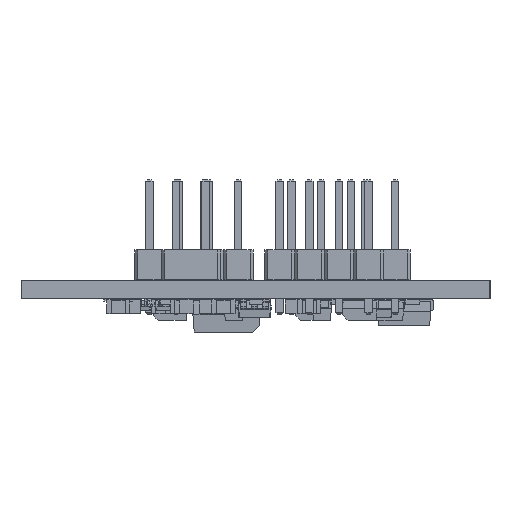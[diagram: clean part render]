
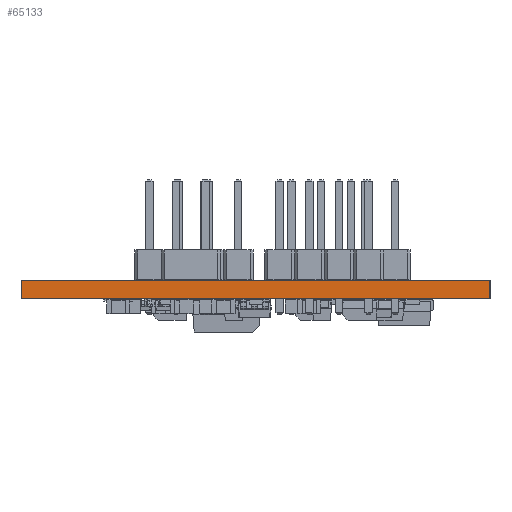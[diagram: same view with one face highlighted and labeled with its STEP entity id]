
A CAD part, left-side view. The second image highlights one B-rep face of the part: STEP entity #65133.
In plain terms, the highlighted planar face has unit normal (-1, 0, 0).
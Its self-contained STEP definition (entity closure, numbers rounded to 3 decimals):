
#64952 = PLANE('',#64953);
#64953 = AXIS2_PLACEMENT_3D('',#64954,#64955,#64956);
#64954 = CARTESIAN_POINT('',(65.786,5.334,0.));
#64955 = DIRECTION('',(0.,-1.,0.));
#64956 = DIRECTION('',(-1.,0.,0.));
#64977 = VERTEX_POINT('',#64978);
#64978 = CARTESIAN_POINT('',(5.334,5.334,1.6));
#64992 = PLANE('',#64993);
#64993 = AXIS2_PLACEMENT_3D('',#64994,#64995,#64996);
#64994 = CARTESIAN_POINT('',(35.56,25.4,1.6));
#64995 = DIRECTION('',(-0.,-0.,-1.));
#64996 = DIRECTION('',(-1.,0.,0.));
#65004 = EDGE_CURVE('',#65005,#64977,#65007,.T.);
#65005 = VERTEX_POINT('',#65006);
#65006 = CARTESIAN_POINT('',(5.334,5.334,0.));
#65007 = SURFACE_CURVE('',#65008,(#65012,#65019),.PCURVE_S1.);
#65008 = LINE('',#65009,#65010);
#65009 = CARTESIAN_POINT('',(5.334,5.334,0.));
#65010 = VECTOR('',#65011,1.);
#65011 = DIRECTION('',(0.,0.,1.));
#65012 = PCURVE('',#64952,#65013);
#65013 = DEFINITIONAL_REPRESENTATION('',(#65014),#65018);
#65014 = LINE('',#65015,#65016);
#65015 = CARTESIAN_POINT('',(60.452,0.));
#65016 = VECTOR('',#65017,1.);
#65017 = DIRECTION('',(0.,-1.));
#65018 = ( GEOMETRIC_REPRESENTATION_CONTEXT(2) 
PARAMETRIC_REPRESENTATION_CONTEXT() REPRESENTATION_CONTEXT('2D SPACE',''
  ) );
#65019 = PCURVE('',#65020,#65025);
#65020 = PLANE('',#65021);
#65021 = AXIS2_PLACEMENT_3D('',#65022,#65023,#65024);
#65022 = CARTESIAN_POINT('',(5.334,5.334,0.));
#65023 = DIRECTION('',(-1.,0.,0.));
#65024 = DIRECTION('',(0.,1.,0.));
#65025 = DEFINITIONAL_REPRESENTATION('',(#65026),#65030);
#65026 = LINE('',#65027,#65028);
#65027 = CARTESIAN_POINT('',(0.,0.));
#65028 = VECTOR('',#65029,1.);
#65029 = DIRECTION('',(0.,-1.));
#65030 = ( GEOMETRIC_REPRESENTATION_CONTEXT(2) 
PARAMETRIC_REPRESENTATION_CONTEXT() REPRESENTATION_CONTEXT('2D SPACE',''
  ) );
#65046 = PLANE('',#65047);
#65047 = AXIS2_PLACEMENT_3D('',#65048,#65049,#65050);
#65048 = CARTESIAN_POINT('',(35.56,25.4,0.));
#65049 = DIRECTION('',(-0.,-0.,-1.));
#65050 = DIRECTION('',(-1.,0.,0.));
#65079 = PLANE('',#65080);
#65080 = AXIS2_PLACEMENT_3D('',#65081,#65082,#65083);
#65081 = CARTESIAN_POINT('',(5.334,45.466,0.));
#65082 = DIRECTION('',(0.,1.,0.));
#65083 = DIRECTION('',(1.,0.,0.));
#65133 = ADVANCED_FACE('',(#65134),#65020,.T.);
#65134 = FACE_BOUND('',#65135,.T.);
#65135 = EDGE_LOOP('',(#65136,#65137,#65160,#65183));
#65136 = ORIENTED_EDGE('',*,*,#65004,.T.);
#65137 = ORIENTED_EDGE('',*,*,#65138,.T.);
#65138 = EDGE_CURVE('',#64977,#65139,#65141,.T.);
#65139 = VERTEX_POINT('',#65140);
#65140 = CARTESIAN_POINT('',(5.334,45.466,1.6));
#65141 = SURFACE_CURVE('',#65142,(#65146,#65153),.PCURVE_S1.);
#65142 = LINE('',#65143,#65144);
#65143 = CARTESIAN_POINT('',(5.334,5.334,1.6));
#65144 = VECTOR('',#65145,1.);
#65145 = DIRECTION('',(0.,1.,0.));
#65146 = PCURVE('',#65020,#65147);
#65147 = DEFINITIONAL_REPRESENTATION('',(#65148),#65152);
#65148 = LINE('',#65149,#65150);
#65149 = CARTESIAN_POINT('',(0.,-1.6));
#65150 = VECTOR('',#65151,1.);
#65151 = DIRECTION('',(1.,0.));
#65152 = ( GEOMETRIC_REPRESENTATION_CONTEXT(2) 
PARAMETRIC_REPRESENTATION_CONTEXT() REPRESENTATION_CONTEXT('2D SPACE',''
  ) );
#65153 = PCURVE('',#64992,#65154);
#65154 = DEFINITIONAL_REPRESENTATION('',(#65155),#65159);
#65155 = LINE('',#65156,#65157);
#65156 = CARTESIAN_POINT('',(30.226,-20.066));
#65157 = VECTOR('',#65158,1.);
#65158 = DIRECTION('',(0.,1.));
#65159 = ( GEOMETRIC_REPRESENTATION_CONTEXT(2) 
PARAMETRIC_REPRESENTATION_CONTEXT() REPRESENTATION_CONTEXT('2D SPACE',''
  ) );
#65160 = ORIENTED_EDGE('',*,*,#65161,.F.);
#65161 = EDGE_CURVE('',#65162,#65139,#65164,.T.);
#65162 = VERTEX_POINT('',#65163);
#65163 = CARTESIAN_POINT('',(5.334,45.466,0.));
#65164 = SURFACE_CURVE('',#65165,(#65169,#65176),.PCURVE_S1.);
#65165 = LINE('',#65166,#65167);
#65166 = CARTESIAN_POINT('',(5.334,45.466,0.));
#65167 = VECTOR('',#65168,1.);
#65168 = DIRECTION('',(0.,0.,1.));
#65169 = PCURVE('',#65020,#65170);
#65170 = DEFINITIONAL_REPRESENTATION('',(#65171),#65175);
#65171 = LINE('',#65172,#65173);
#65172 = CARTESIAN_POINT('',(40.132,0.));
#65173 = VECTOR('',#65174,1.);
#65174 = DIRECTION('',(0.,-1.));
#65175 = ( GEOMETRIC_REPRESENTATION_CONTEXT(2) 
PARAMETRIC_REPRESENTATION_CONTEXT() REPRESENTATION_CONTEXT('2D SPACE',''
  ) );
#65176 = PCURVE('',#65079,#65177);
#65177 = DEFINITIONAL_REPRESENTATION('',(#65178),#65182);
#65178 = LINE('',#65179,#65180);
#65179 = CARTESIAN_POINT('',(0.,0.));
#65180 = VECTOR('',#65181,1.);
#65181 = DIRECTION('',(0.,-1.));
#65182 = ( GEOMETRIC_REPRESENTATION_CONTEXT(2) 
PARAMETRIC_REPRESENTATION_CONTEXT() REPRESENTATION_CONTEXT('2D SPACE',''
  ) );
#65183 = ORIENTED_EDGE('',*,*,#65184,.F.);
#65184 = EDGE_CURVE('',#65005,#65162,#65185,.T.);
#65185 = SURFACE_CURVE('',#65186,(#65190,#65197),.PCURVE_S1.);
#65186 = LINE('',#65187,#65188);
#65187 = CARTESIAN_POINT('',(5.334,5.334,0.));
#65188 = VECTOR('',#65189,1.);
#65189 = DIRECTION('',(0.,1.,0.));
#65190 = PCURVE('',#65020,#65191);
#65191 = DEFINITIONAL_REPRESENTATION('',(#65192),#65196);
#65192 = LINE('',#65193,#65194);
#65193 = CARTESIAN_POINT('',(0.,0.));
#65194 = VECTOR('',#65195,1.);
#65195 = DIRECTION('',(1.,0.));
#65196 = ( GEOMETRIC_REPRESENTATION_CONTEXT(2) 
PARAMETRIC_REPRESENTATION_CONTEXT() REPRESENTATION_CONTEXT('2D SPACE',''
  ) );
#65197 = PCURVE('',#65046,#65198);
#65198 = DEFINITIONAL_REPRESENTATION('',(#65199),#65203);
#65199 = LINE('',#65200,#65201);
#65200 = CARTESIAN_POINT('',(30.226,-20.066));
#65201 = VECTOR('',#65202,1.);
#65202 = DIRECTION('',(0.,1.));
#65203 = ( GEOMETRIC_REPRESENTATION_CONTEXT(2) 
PARAMETRIC_REPRESENTATION_CONTEXT() REPRESENTATION_CONTEXT('2D SPACE',''
  ) );
